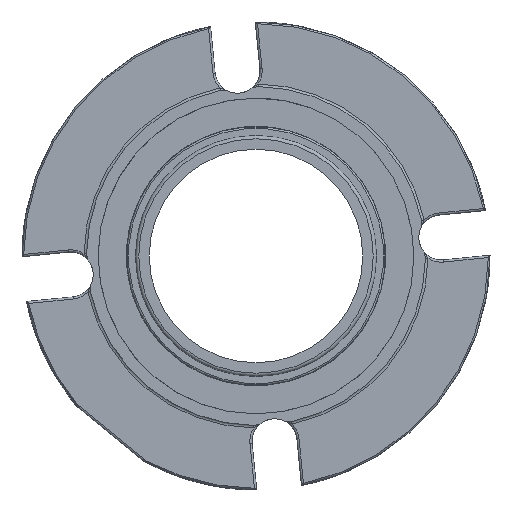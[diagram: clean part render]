
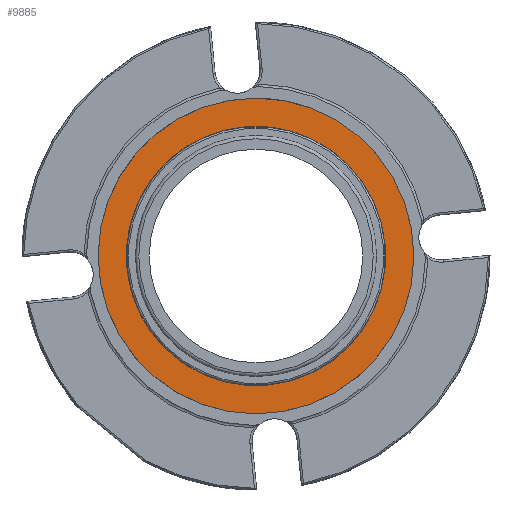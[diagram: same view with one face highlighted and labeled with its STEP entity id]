
A CAD part, left-side view. The second image highlights one B-rep face of the part: STEP entity #9885.
In plain terms, the highlighted planar face has unit normal (-1, 0, 0).
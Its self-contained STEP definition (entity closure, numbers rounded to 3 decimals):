
#1773=PLANE('',#10554);
#2005=ORIENTED_EDGE('',*,*,#5158,.T.);
#2006=ORIENTED_EDGE('',*,*,#5157,.T.);
#5157=EDGE_CURVE('',#6741,#6741,#7742,.F.);
#5158=EDGE_CURVE('',#6742,#6742,#7743,.T.);
#6741=VERTEX_POINT('',#14366);
#6742=VERTEX_POINT('',#14369);
#7742=CIRCLE('',#10553,59.69);
#7743=CIRCLE('',#10555,72.733);
#8328=EDGE_LOOP('',(#2005));
#8329=EDGE_LOOP('',(#2006));
#9033=FACE_BOUND('',#8328,.T.);
#9034=FACE_BOUND('',#8329,.T.);
#9885=ADVANCED_FACE('',(#9033,#9034),#1773,.T.);
#10553=AXIS2_PLACEMENT_3D('',#14365,#11697,#11698);
#10554=AXIS2_PLACEMENT_3D('',#14367,#11699,#11700);
#10555=AXIS2_PLACEMENT_3D('',#14368,#11701,#11702);
#11697=DIRECTION('',(-1.,0.,0.));
#11698=DIRECTION('',(0.,0.,1.));
#11699=DIRECTION('',(-1.,0.,0.));
#11700=DIRECTION('',(0.,-0.346,0.938));
#11701=DIRECTION('',(-1.,0.,0.));
#11702=DIRECTION('',(0.,-0.346,0.938));
#14365=CARTESIAN_POINT('',(-10.235,0.,0.));
#14366=CARTESIAN_POINT('',(-10.235,0.,59.69));
#14367=CARTESIAN_POINT('',(-10.235,-20.894,56.591));
#14368=CARTESIAN_POINT('',(-10.235,0.,0.));
#14369=CARTESIAN_POINT('',(-10.235,-25.191,68.231));
